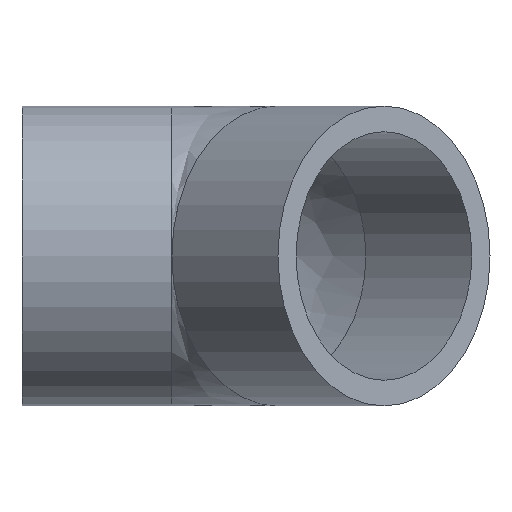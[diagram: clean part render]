
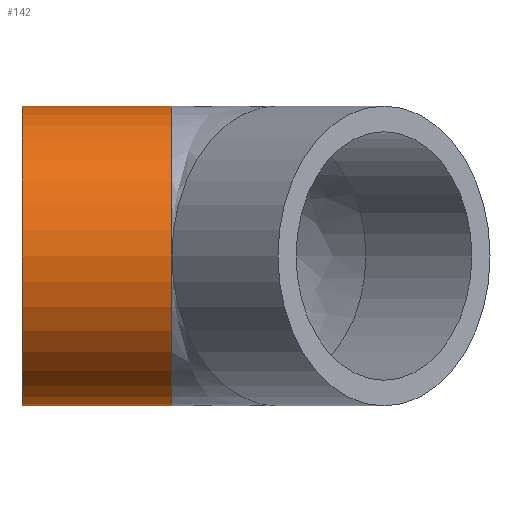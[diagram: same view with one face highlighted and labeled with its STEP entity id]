
A CAD part, front view. The second image highlights one B-rep face of the part: STEP entity #142.
In plain terms, the highlighted cylindrical face has radius 38 mm (diameter 76 mm), a full revolution.
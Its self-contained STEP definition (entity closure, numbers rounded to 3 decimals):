
#23=FACE_BOUND('',#48,.T.);
#31=CYLINDRICAL_SURFACE('',#161,38.);
#36=FACE_OUTER_BOUND('',#47,.T.);
#47=EDGE_LOOP('',(#119));
#48=EDGE_LOOP('',(#120));
#70=CIRCLE('',#162,38.);
#71=CIRCLE('',#163,38.);
#84=VERTEX_POINT('',#487);
#85=VERTEX_POINT('',#489);
#99=EDGE_CURVE('',#84,#84,#70,.T.);
#100=EDGE_CURVE('',#85,#85,#71,.T.);
#119=ORIENTED_EDGE('',*,*,#99,.F.);
#120=ORIENTED_EDGE('',*,*,#100,.T.);
#142=ADVANCED_FACE('',(#36,#23),#31,.T.);
#161=AXIS2_PLACEMENT_3D('',#486,#195,#196);
#162=AXIS2_PLACEMENT_3D('',#488,#197,#198);
#163=AXIS2_PLACEMENT_3D('',#490,#199,#200);
#195=DIRECTION('center_axis',(1.,0.,0.));
#196=DIRECTION('ref_axis',(0.,-1.,0.));
#197=DIRECTION('center_axis',(-1.,0.,0.));
#198=DIRECTION('ref_axis',(0.,-1.,0.));
#199=DIRECTION('center_axis',(-1.,0.,0.));
#200=DIRECTION('ref_axis',(0.,-1.,0.));
#486=CARTESIAN_POINT('Origin',(0.,0.,
0.));
#487=CARTESIAN_POINT('',(0.,38.,0.));
#488=CARTESIAN_POINT('Origin',(0.,0.,
0.));
#489=CARTESIAN_POINT('',(38.,38.,0.));
#490=CARTESIAN_POINT('Origin',(38.,0.,0.));
